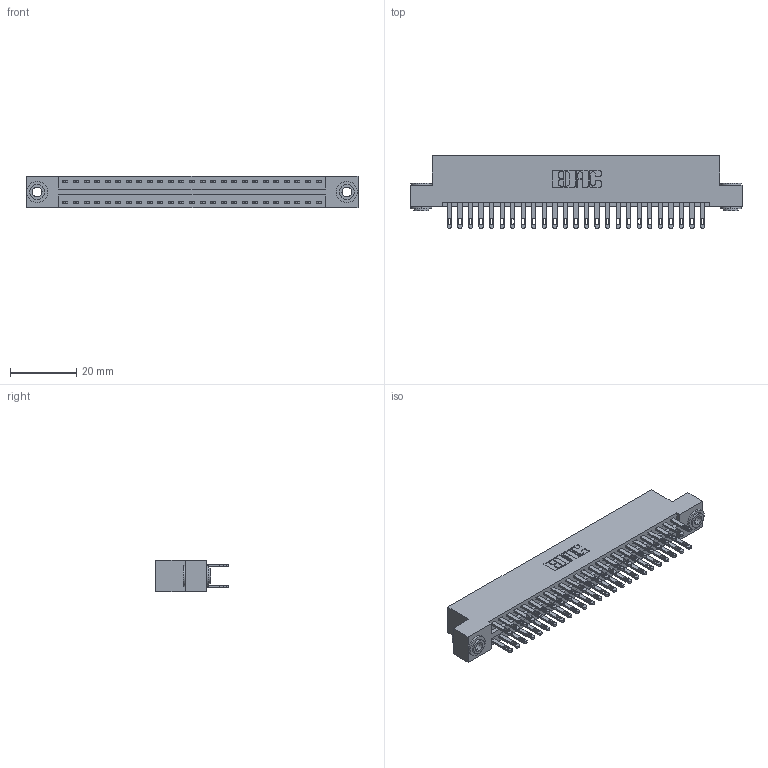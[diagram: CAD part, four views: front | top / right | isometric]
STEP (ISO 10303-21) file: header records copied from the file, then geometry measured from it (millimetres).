
FILE_DESCRIPTION (( 'STEP AP203' ), '1' );
FILE_NAME ('346-050-500-203.STEP', '2018-08-25T12:59:19', ( '' ), ( '' ), 'SwSTEP 2.0', 'SolidWorks 2016', '' );
FILE_SCHEMA (( 'CONFIG_CONTROL_DESIGN' ));
Length unit declared in the file: inch
Products named in the file (4): 346 Part_Flush Mounting Lugs - 0.156 Dia-TH; 345-292-001_345-293-100; 345-250-002_345-250-002-102; 346-050-500-203
Assembly tree (53 placements, depth 2):
  346-050-500-203
    346 Part_Flush Mounting Lugs - 0.156 Dia-TH
    345-292-001_345-293-100  x50
    345-250-002_345-250-002-102  x2
Bounding box: 99.95 x 21.84 x 9.4 mm (x, y, z)
Volume: 9786.4 mm3; surface area: 13922.4 mm2
Topology: 53 solids, 53 shells, 2560 faces, 7755 edges, 5166 vertices
Faces by surface type: plane 1536, cylinder 1016, cone 8
Entity records: 19184 total; most frequent: CARTESIAN_POINT 3159, ORIENTED_EDGE 3086, DIRECTION 2869, EDGE_CURVE 1543, VECTOR 1283, LINE 1283, VERTEX_POINT 1026, AXIS2_PLACEMENT_3D 793
